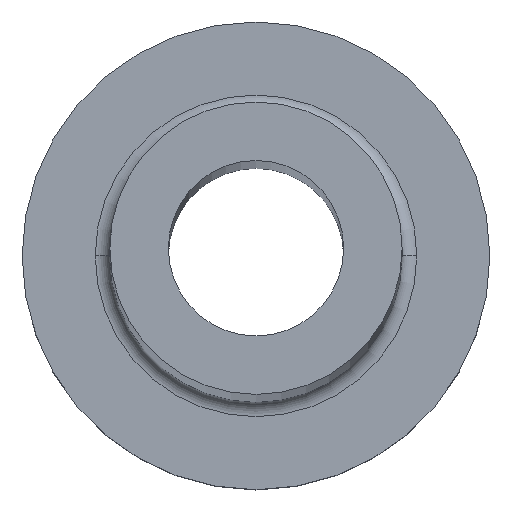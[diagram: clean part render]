
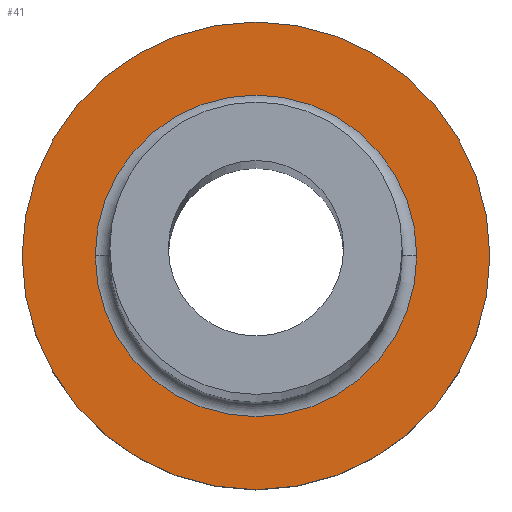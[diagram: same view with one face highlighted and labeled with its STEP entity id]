
A CAD part, top view. The second image highlights one B-rep face of the part: STEP entity #41.
In plain terms, the highlighted planar face has unit normal (0, 0, 1).
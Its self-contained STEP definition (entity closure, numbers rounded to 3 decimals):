
#10 = AXIS2_PLACEMENT_3D ( 'NONE', #317, #279, #260 ) ;
#11 = VERTEX_POINT ( 'NONE', #100 ) ;
#27 = DIRECTION ( 'NONE',  ( 0., 0., -1. ) ) ;
#32 = ORIENTED_EDGE ( 'NONE', *, *, #188, .T. ) ;
#36 = DIRECTION ( 'NONE',  ( 0., 0., 1. ) ) ;
#41 = ADVANCED_FACE ( 'NONE', ( #304, #191 ), #161, .T. ) ;
#52 = DIRECTION ( 'NONE',  ( 0., 0., 1. ) ) ;
#59 = EDGE_LOOP ( 'NONE', ( #32, #94 ) ) ;
#69 = VERTEX_POINT ( 'NONE', #334 ) ;
#71 = CIRCLE ( 'NONE', #368, 5.5 ) ;
#87 = CARTESIAN_POINT ( 'NONE',  ( 0., 0., 5. ) ) ;
#94 = ORIENTED_EDGE ( 'NONE', *, *, #173, .T. ) ;
#100 = CARTESIAN_POINT ( 'NONE',  ( -8., 0., 5. ) ) ;
#111 = DIRECTION ( 'NONE',  ( 1., 0., 0. ) ) ;
#115 = CARTESIAN_POINT ( 'NONE',  ( 5.5, 0., 5. ) ) ;
#118 = CARTESIAN_POINT ( 'NONE',  ( 8., 0., 5. ) ) ;
#119 = AXIS2_PLACEMENT_3D ( 'NONE', #87, #36, #214 ) ;
#141 = CIRCLE ( 'NONE', #119, 8. ) ;
#148 = CIRCLE ( 'NONE', #10, 5.5 ) ;
#161 = PLANE ( 'NONE',  #338 ) ;
#173 = EDGE_CURVE ( 'NONE', #69, #187, #148, .T. ) ;
#187 = VERTEX_POINT ( 'NONE', #115 ) ;
#188 = EDGE_CURVE ( 'NONE', #187, #69, #71, .T. ) ;
#189 = CIRCLE ( 'NONE', #224, 8. ) ;
#191 = FACE_OUTER_BOUND ( 'NONE', #262, .T. ) ;
#198 = CARTESIAN_POINT ( 'NONE',  ( 0., 0., 5. ) ) ;
#214 = DIRECTION ( 'NONE',  ( 1., 0., 0. ) ) ;
#223 = DIRECTION ( 'NONE',  ( 1., 0., 0. ) ) ;
#224 = AXIS2_PLACEMENT_3D ( 'NONE', #332, #52, #280 ) ;
#232 = VERTEX_POINT ( 'NONE', #118 ) ;
#249 = ORIENTED_EDGE ( 'NONE', *, *, #359, .T. ) ;
#254 = EDGE_CURVE ( 'NONE', #11, #232, #141, .T. ) ;
#260 = DIRECTION ( 'NONE',  ( 1., 0., 0. ) ) ;
#262 = EDGE_LOOP ( 'NONE', ( #297, #249 ) ) ;
#279 = DIRECTION ( 'NONE',  ( 0., 0., -1. ) ) ;
#280 = DIRECTION ( 'NONE',  ( 1., 0., 0. ) ) ;
#282 = CARTESIAN_POINT ( 'NONE',  ( 0., 0., 5. ) ) ;
#297 = ORIENTED_EDGE ( 'NONE', *, *, #254, .T. ) ;
#304 = FACE_BOUND ( 'NONE', #59, .T. ) ;
#306 = DIRECTION ( 'NONE',  ( 0., 0., 1. ) ) ;
#317 = CARTESIAN_POINT ( 'NONE',  ( 0., 0., 5. ) ) ;
#332 = CARTESIAN_POINT ( 'NONE',  ( 0., 0., 5. ) ) ;
#334 = CARTESIAN_POINT ( 'NONE',  ( -5.5, 0., 5. ) ) ;
#338 = AXIS2_PLACEMENT_3D ( 'NONE', #198, #306, #223 ) ;
#359 = EDGE_CURVE ( 'NONE', #232, #11, #189, .T. ) ;
#368 = AXIS2_PLACEMENT_3D ( 'NONE', #282, #27, #111 ) ;
